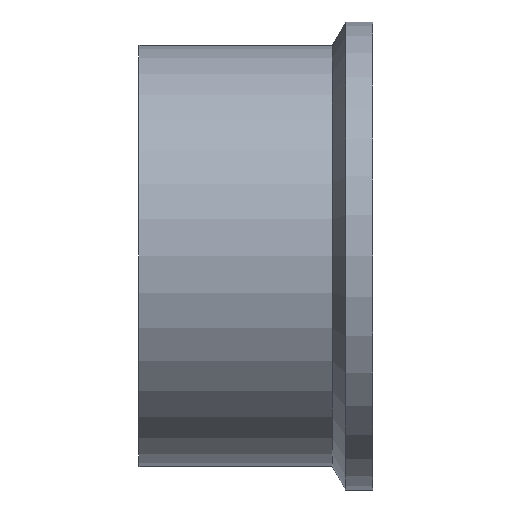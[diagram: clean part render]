
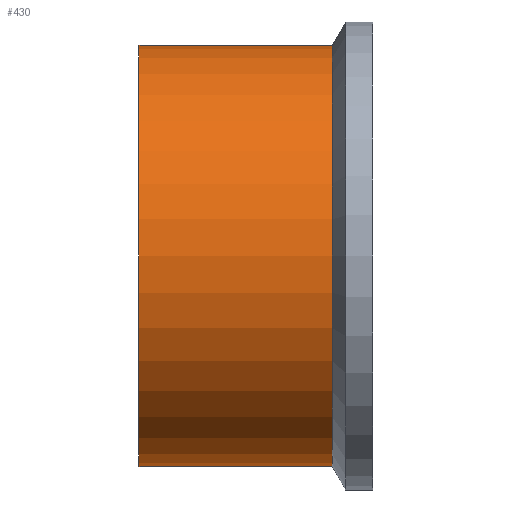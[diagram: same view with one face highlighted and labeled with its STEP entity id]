
A CAD part, front view. The second image highlights one B-rep face of the part: STEP entity #430.
In plain terms, the highlighted cylindrical face has radius 27 mm (diameter 54 mm), a partial arc.
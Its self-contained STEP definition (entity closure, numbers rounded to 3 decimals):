
#2 = ORIENTED_EDGE ( 'NONE', *, *, #41, .T. ) ;
#5 = CARTESIAN_POINT ( 'NONE',  ( -4.732, 0., -27. ) ) ;
#6 = ORIENTED_EDGE ( 'NONE', *, *, #378, .F. ) ;
#13 = CIRCLE ( 'NONE', #228, 27. ) ;
#34 = CIRCLE ( 'NONE', #282, 27. ) ;
#41 = EDGE_CURVE ( 'NONE', #94, #339, #120, .T. ) ;
#68 = FACE_OUTER_BOUND ( 'NONE', #309, .T. ) ;
#85 = CARTESIAN_POINT ( 'NONE',  ( -4.732, 0., 27. ) ) ;
#93 = DIRECTION ( 'NONE',  ( -1., 0., 0. ) ) ;
#94 = VERTEX_POINT ( 'NONE', #85 ) ;
#95 = CARTESIAN_POINT ( 'NONE',  ( -160.192, 0., -27. ) ) ;
#98 = DIRECTION ( 'NONE',  ( 0., 0., 1. ) ) ;
#108 = VECTOR ( 'NONE', #93, 1000. ) ;
#111 = CARTESIAN_POINT ( 'NONE',  ( -29.5, 0., 0. ) ) ;
#120 = LINE ( 'NONE', #256, #125 ) ;
#125 = VECTOR ( 'NONE', #155, 1000. ) ;
#145 = DIRECTION ( 'NONE',  ( -1., 0., 0. ) ) ;
#155 = DIRECTION ( 'NONE',  ( -1., 0., 0. ) ) ;
#171 = DIRECTION ( 'NONE',  ( -1., 0., 0. ) ) ;
#175 = CARTESIAN_POINT ( 'NONE',  ( -160.192, 0., 0. ) ) ;
#184 = ORIENTED_EDGE ( 'NONE', *, *, #257, .F. ) ;
#201 = DIRECTION ( 'NONE',  ( 0., 0., 1. ) ) ;
#228 = AXIS2_PLACEMENT_3D ( 'NONE', #277, #266, #201 ) ;
#240 = CYLINDRICAL_SURFACE ( 'NONE', #247, 27. ) ;
#245 = CARTESIAN_POINT ( 'NONE',  ( -29.5, 0., 27. ) ) ;
#247 = AXIS2_PLACEMENT_3D ( 'NONE', #175, #145, #98 ) ;
#256 = CARTESIAN_POINT ( 'NONE',  ( -160.192, 0., 27. ) ) ;
#257 = EDGE_CURVE ( 'NONE', #375, #368, #292, .T. ) ;
#266 = DIRECTION ( 'NONE',  ( -1., 0., 0. ) ) ;
#277 = CARTESIAN_POINT ( 'NONE',  ( -4.732, 0., 0. ) ) ;
#282 = AXIS2_PLACEMENT_3D ( 'NONE', #111, #171, #407 ) ;
#292 = LINE ( 'NONE', #95, #108 ) ;
#308 = CARTESIAN_POINT ( 'NONE',  ( -29.5, 0., -27. ) ) ;
#309 = EDGE_LOOP ( 'NONE', ( #184, #397, #2, #6 ) ) ;
#339 = VERTEX_POINT ( 'NONE', #245 ) ;
#362 = EDGE_CURVE ( 'NONE', #375, #94, #13, .T. ) ;
#368 = VERTEX_POINT ( 'NONE', #308 ) ;
#375 = VERTEX_POINT ( 'NONE', #5 ) ;
#378 = EDGE_CURVE ( 'NONE', #368, #339, #34, .T. ) ;
#397 = ORIENTED_EDGE ( 'NONE', *, *, #362, .T. ) ;
#407 = DIRECTION ( 'NONE',  ( 0., 0., 1. ) ) ;
#430 = ADVANCED_FACE ( 'NONE', ( #68 ), #240, .T. ) ;
